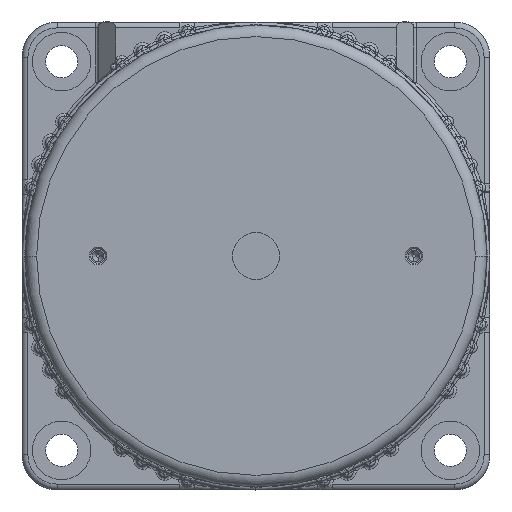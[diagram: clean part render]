
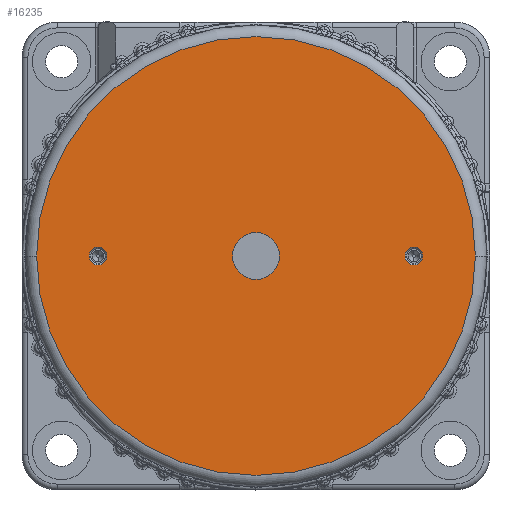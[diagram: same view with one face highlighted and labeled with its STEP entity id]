
A CAD part, front view. The second image highlights one B-rep face of the part: STEP entity #16235.
In plain terms, the highlighted face is planar.
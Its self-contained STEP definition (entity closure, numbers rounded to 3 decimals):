
#382 = AXIS2_PLACEMENT_3D ( 'NONE', #13974, #30830, #16420 ) ;
#608 = CARTESIAN_POINT ( 'NONE',  ( 28.525, 0., 0. ) ) ;
#1236 = CIRCLE ( 'NONE', #30008, 4. ) ;
#1539 = AXIS2_PLACEMENT_3D ( 'NONE', #16714, #2330, #19112 ) ;
#2092 = ORIENTED_EDGE ( 'NONE', *, *, #3218, .T. ) ;
#2330 = DIRECTION ( 'NONE',  ( 0., 0., 1. ) ) ;
#2342 = DIRECTION ( 'NONE',  ( 0., 0., -1. ) ) ;
#3218 = EDGE_CURVE ( 'NONE', #8431, #4940, #27017, .T. ) ;
#3958 = EDGE_CURVE ( 'NONE', #16510, #12873, #7821, .T. ) ;
#4478 = VERTEX_POINT ( 'NONE', #9391 ) ;
#4724 = AXIS2_PLACEMENT_3D ( 'NONE', #26113, #11659, #28499 ) ;
#4940 = VERTEX_POINT ( 'NONE', #28769 ) ;
#5459 = FACE_BOUND ( 'NONE', #23322, .T. ) ;
#5661 = EDGE_LOOP ( 'NONE', ( #30733, #11104 ) ) ;
#5841 = CARTESIAN_POINT ( 'NONE',  ( 0., 0., 0. ) ) ;
#6377 = CARTESIAN_POINT ( 'NONE',  ( 0., 0., 0. ) ) ;
#6656 = EDGE_LOOP ( 'NONE', ( #24073, #25037 ) ) ;
#7086 = CARTESIAN_POINT ( 'NONE',  ( 37.5, 0., 0. ) ) ;
#7105 = EDGE_CURVE ( 'NONE', #4478, #11290, #29480, .T. ) ;
#7239 = CIRCLE ( 'NONE', #382, 37.5 ) ;
#7821 = CIRCLE ( 'NONE', #22851, 1.525 ) ;
#8246 = DIRECTION ( 'NONE',  ( 1., 0., 0. ) ) ;
#8417 = EDGE_CURVE ( 'NONE', #11290, #4478, #19614, .T. ) ;
#8431 = VERTEX_POINT ( 'NONE', #21717 ) ;
#8762 = DIRECTION ( 'NONE',  ( 1., 0., 0. ) ) ;
#8773 = EDGE_CURVE ( 'NONE', #12942, #16329, #7239, .T. ) ;
#9259 = CARTESIAN_POINT ( 'NONE',  ( -28.525, 0., 0. ) ) ;
#9391 = CARTESIAN_POINT ( 'NONE',  ( 25.475, 0., 0. ) ) ;
#9870 = ORIENTED_EDGE ( 'NONE', *, *, #17608, .T. ) ;
#11104 = ORIENTED_EDGE ( 'NONE', *, *, #19434, .F. ) ;
#11290 = VERTEX_POINT ( 'NONE', #608 ) ;
#11465 = CARTESIAN_POINT ( 'NONE',  ( 27., 0., 0. ) ) ;
#11659 = DIRECTION ( 'NONE',  ( 0., 0., -1. ) ) ;
#12217 = CARTESIAN_POINT ( 'NONE',  ( 27., 0., 0. ) ) ;
#12643 = AXIS2_PLACEMENT_3D ( 'NONE', #11465, #28299, #13855 ) ;
#12873 = VERTEX_POINT ( 'NONE', #9259 ) ;
#12942 = VERTEX_POINT ( 'NONE', #26343 ) ;
#13157 = DIRECTION ( 'NONE',  ( 0., 0., 1. ) ) ;
#13855 = DIRECTION ( 'NONE',  ( 1., 0., 0. ) ) ;
#13974 = CARTESIAN_POINT ( 'NONE',  ( 0., 0., 0. ) ) ;
#14473 = AXIS2_PLACEMENT_3D ( 'NONE', #12217, #29062, #14646 ) ;
#14646 = DIRECTION ( 'NONE',  ( 1., 0., 0. ) ) ;
#16235 = ADVANCED_FACE ( 'NONE', ( #29491, #5459, #17453, #18938 ), #20734, .T. ) ;
#16329 = VERTEX_POINT ( 'NONE', #7086 ) ;
#16420 = DIRECTION ( 'NONE',  ( 1., 0., 0. ) ) ;
#16510 = VERTEX_POINT ( 'NONE', #19850 ) ;
#16714 = CARTESIAN_POINT ( 'NONE',  ( -27., 0., 0. ) ) ;
#16724 = CARTESIAN_POINT ( 'NONE',  ( 0., 0., 0. ) ) ;
#17453 = FACE_BOUND ( 'NONE', #28103, .T. ) ;
#17608 = EDGE_CURVE ( 'NONE', #4940, #8431, #1236, .T. ) ;
#18938 = FACE_OUTER_BOUND ( 'NONE', #6656, .T. ) ;
#19112 = DIRECTION ( 'NONE',  ( 1., 0., 0. ) ) ;
#19122 = DIRECTION ( 'NONE',  ( -1., 0., 0. ) ) ;
#19434 = EDGE_CURVE ( 'NONE', #12873, #16510, #26809, .T. ) ;
#19614 = CIRCLE ( 'NONE', #14473, 1.525 ) ;
#19850 = CARTESIAN_POINT ( 'NONE',  ( -25.475, 0., 0. ) ) ;
#19882 = AXIS2_PLACEMENT_3D ( 'NONE', #5841, #22633, #8246 ) ;
#20734 = PLANE ( 'NONE',  #26581 ) ;
#21365 = EDGE_CURVE ( 'NONE', #16329, #12942, #30459, .T. ) ;
#21717 = CARTESIAN_POINT ( 'NONE',  ( -4., 0., 0. ) ) ;
#22633 = DIRECTION ( 'NONE',  ( 0., 0., 1. ) ) ;
#22851 = AXIS2_PLACEMENT_3D ( 'NONE', #27591, #13157, #30006 ) ;
#23179 = DIRECTION ( 'NONE',  ( 0., 0., 1. ) ) ;
#23322 = EDGE_LOOP ( 'NONE', ( #24793, #28736 ) ) ;
#24073 = ORIENTED_EDGE ( 'NONE', *, *, #21365, .T. ) ;
#24793 = ORIENTED_EDGE ( 'NONE', *, *, #8417, .F. ) ;
#25037 = ORIENTED_EDGE ( 'NONE', *, *, #8773, .T. ) ;
#26113 = CARTESIAN_POINT ( 'NONE',  ( 0., 0., 0. ) ) ;
#26343 = CARTESIAN_POINT ( 'NONE',  ( -37.5, 0., 0. ) ) ;
#26581 = AXIS2_PLACEMENT_3D ( 'NONE', #6377, #23179, #8762 ) ;
#26809 = CIRCLE ( 'NONE', #1539, 1.525 ) ;
#27017 = CIRCLE ( 'NONE', #4724, 4. ) ;
#27591 = CARTESIAN_POINT ( 'NONE',  ( -27., 0., 0. ) ) ;
#28103 = EDGE_LOOP ( 'NONE', ( #2092, #9870 ) ) ;
#28299 = DIRECTION ( 'NONE',  ( 0., 0., 1. ) ) ;
#28499 = DIRECTION ( 'NONE',  ( -1., 0., 0. ) ) ;
#28736 = ORIENTED_EDGE ( 'NONE', *, *, #7105, .F. ) ;
#28769 = CARTESIAN_POINT ( 'NONE',  ( 4., 0., 0. ) ) ;
#29062 = DIRECTION ( 'NONE',  ( 0., 0., 1. ) ) ;
#29480 = CIRCLE ( 'NONE', #12643, 1.525 ) ;
#29491 = FACE_BOUND ( 'NONE', #5661, .T. ) ;
#30006 = DIRECTION ( 'NONE',  ( 1., 0., 0. ) ) ;
#30008 = AXIS2_PLACEMENT_3D ( 'NONE', #16724, #2342, #19122 ) ;
#30459 = CIRCLE ( 'NONE', #19882, 37.5 ) ;
#30733 = ORIENTED_EDGE ( 'NONE', *, *, #3958, .F. ) ;
#30830 = DIRECTION ( 'NONE',  ( 0., 0., 1. ) ) ;
